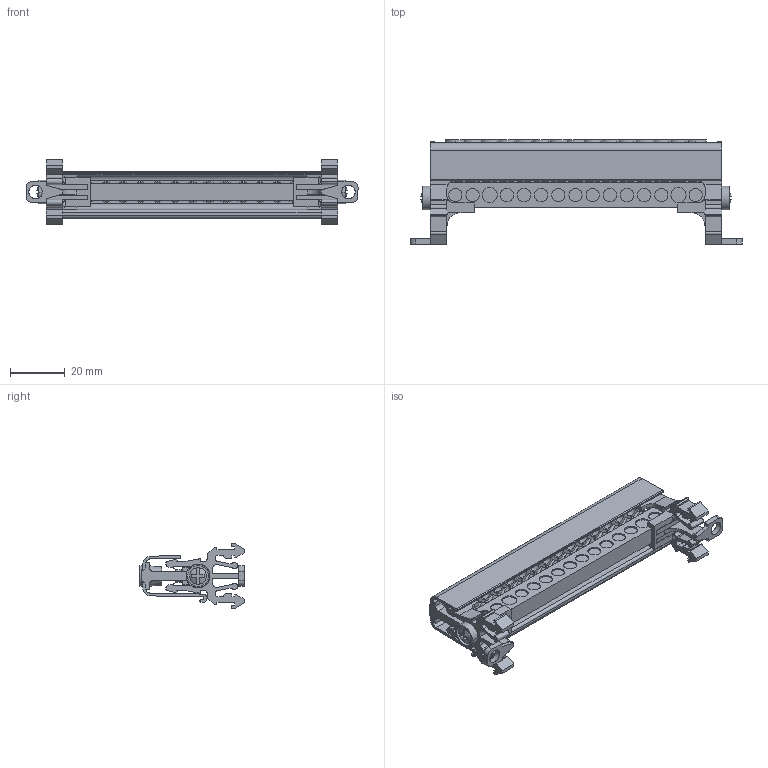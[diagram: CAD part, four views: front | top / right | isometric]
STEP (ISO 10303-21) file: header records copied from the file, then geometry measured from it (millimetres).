
FILE_DESCRIPTION (( 'STEP AP203' ), '1' );
FILE_NAME ('6,5x9 Tek Kutuplu Daðýtýcý Ünite - 15 Delikli.STEP', '2018-12-06T06:24:25', ( '' ), ( '' ), 'SwSTEP 2.0', 'SolidWorks 2011', '' );
FILE_SCHEMA (( 'CONFIG_CONTROL_DESIGN' ));
Products named in the file (1): 6,5x9 Tek Kutuplu Daðýtýcý Ünite - 15 Delikli
Bounding box: 120.88 x 38 x 24 mm (x, y, z)
Volume: 17699.9 mm3; surface area: 23224 mm2
Topology: 1 solids, 4 shells, 1158 faces, 3255 edges, 2154 vertices
Faces by surface type: plane 550, cylinder 300, bspline 157, cone 144, torus 7
Entity records: 44075 total; most frequent: CARTESIAN_POINT 16199, ORIENTED_EDGE 6510, DIRECTION 4804, EDGE_CURVE 3255, VERTEX_POINT 2154, AXIS2_PLACEMENT_3D 1642, VECTOR 1520, LINE 1520
